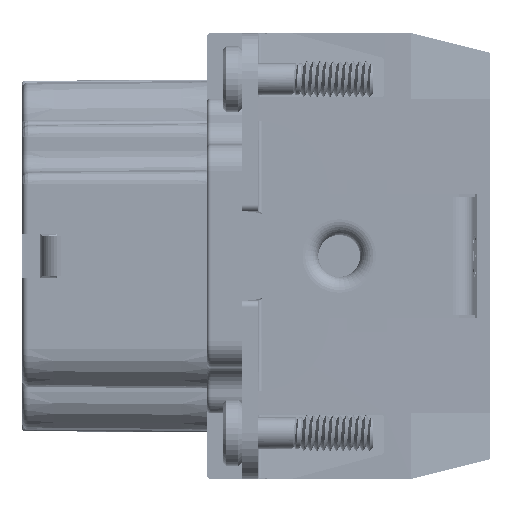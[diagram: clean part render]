
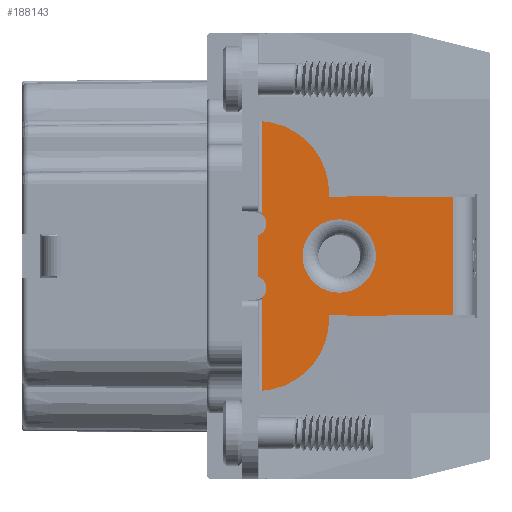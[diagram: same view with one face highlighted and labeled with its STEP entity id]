
A CAD part, front view. The second image highlights one B-rep face of the part: STEP entity #188143.
In plain terms, the highlighted planar face has unit normal (0, -1, 0).
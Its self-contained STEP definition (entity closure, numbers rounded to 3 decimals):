
#7922=DIRECTION('',(0.,0.,-1.));
#7923=VECTOR('',#7922,7.085);
#7924=CARTESIAN_POINT('',(4.,-46.4,10.287));
#7925=LINE('',#7924,#7923);
#7934=CARTESIAN_POINT('',(4.,-46.4,10.287));
#8166=DIRECTION('',(-1.,0.,0.));
#8167=VECTOR('',#8166,0.929);
#8168=CARTESIAN_POINT('',(3.429,-46.4,1.55));
#8169=LINE('',#8168,#8167);
#8209=DIRECTION('',(0.,0.,1.));
#8210=VECTOR('',#8209,3.1);
#8211=CARTESIAN_POINT('',(2.5,-46.4,-1.55));
#8212=LINE('',#8211,#8210);
#8213=CARTESIAN_POINT('',(3.429,-46.4,2.475));
#8214=DIRECTION('',(0.,-1.,0.));
#8215=DIRECTION('',(0.,0.,-1.));
#8216=AXIS2_PLACEMENT_3D('',#8213,#8214,#8215);
#8218=CARTESIAN_POINT('',(3.629,-46.4,4.8));
#8219=DIRECTION('',(0.,1.,0.));
#8220=DIRECTION('',(0.067,0.,0.998));
#8221=AXIS2_PLACEMENT_3D('',#8218,#8219,#8220);
#8223=CARTESIAN_POINT('',(3.629,-46.4,
-4.8));
#8224=DIRECTION('',(0.,1.,0.));
#8225=DIRECTION('',(1.,0.,0.));
#8226=AXIS2_PLACEMENT_3D('',#8223,#8224,#8225);
#8228=CARTESIAN_POINT('',(3.429,-46.4,-2.475));
#8229=DIRECTION('',(0.,-1.,0.));
#8230=DIRECTION('',(0.618,0.,-0.787));
#8231=AXIS2_PLACEMENT_3D('',#8228,#8229,#8230);
#8233=CARTESIAN_POINT('',(9.9,-46.4,0.));
#8234=DIRECTION('',(0.,-1.,0.));
#8235=DIRECTION('',(0.,0.,1.));
#8236=AXIS2_PLACEMENT_3D('',#8233,#8234,#8235);
#8238=CARTESIAN_POINT('',(9.9,-46.4,0.));
#8239=DIRECTION('',(0.,-1.,0.));
#8240=DIRECTION('',(0.,0.,-1.));
#8241=AXIS2_PLACEMENT_3D('',#8238,#8239,#8240);
#8247=DIRECTION('',(0.,0.,1.));
#8248=VECTOR('',#8247,0.3);
#8249=CARTESIAN_POINT('',(9.129,-46.4,4.5));
#8250=LINE('',#8249,#8248);
#8255=DIRECTION('',(-1.,0.,0.));
#8256=VECTOR('',#8255,1.4);
#8257=CARTESIAN_POINT('',(10.529,-46.4,4.5));
#8258=LINE('',#8257,#8256);
#8277=DIRECTION('',(0.,0.,-1.));
#8278=VECTOR('',#8277,0.05);
#8279=CARTESIAN_POINT('',(10.529,-46.4,4.55));
#8280=LINE('',#8279,#8278);
#8310=DIRECTION('',(0.,0.,1.));
#8311=VECTOR('',#8310,0.05);
#8312=CARTESIAN_POINT('',(13.529,-46.4,4.5));
#8313=LINE('',#8312,#8311);
#8345=DIRECTION('',(-1.,0.,0.));
#8346=VECTOR('',#8345,5.05);
#8347=CARTESIAN_POINT('',(18.579,-46.4,4.5));
#8348=LINE('',#8347,#8346);
#8428=DIRECTION('',(1.,0.,0.));
#8429=VECTOR('',#8428,5.05);
#8430=CARTESIAN_POINT('',(13.529,-46.4,-4.5));
#8431=LINE('',#8430,#8429);
#8446=DIRECTION('',(0.,0.,1.));
#8447=VECTOR('',#8446,0.05);
#8448=CARTESIAN_POINT('',(13.529,-46.4,-4.55));
#8449=LINE('',#8448,#8447);
#8467=DIRECTION('',(1.,0.,0.));
#8468=VECTOR('',#8467,3.);
#8469=CARTESIAN_POINT('',(10.529,-46.4,-4.55));
#8470=LINE('',#8469,#8468);
#8517=DIRECTION('',(0.,0.,-1.));
#8518=VECTOR('',#8517,0.05);
#8519=CARTESIAN_POINT('',(10.529,-46.4,-4.5));
#8520=LINE('',#8519,#8518);
#8525=DIRECTION('',(1.,0.,0.));
#8526=VECTOR('',#8525,1.4);
#8527=CARTESIAN_POINT('',(9.129,-46.4,-4.5));
#8528=LINE('',#8527,#8526);
#8529=DIRECTION('',(0.,0.,1.));
#8530=VECTOR('',#8529,0.3);
#8531=CARTESIAN_POINT('',(9.129,-46.4,
-4.8));
#8532=LINE('',#8531,#8530);
#8649=DIRECTION('',(0.,0.,-1.));
#8650=VECTOR('',#8649,7.085);
#8651=CARTESIAN_POINT('',(4.,-46.4,
-3.203));
#8652=LINE('',#8651,#8650);
#8691=DIRECTION('',(1.,0.,0.));
#8692=VECTOR('',#8691,0.929);
#8693=CARTESIAN_POINT('',(2.5,-46.4,-1.55));
#8694=LINE('',#8693,#8692);
#10163=DIRECTION('',(0.,0.,1.));
#10164=VECTOR('',#10163,9.);
#10165=CARTESIAN_POINT('',(18.579,-46.4,-4.5));
#10166=LINE('',#10165,#10164);
#10453=DIRECTION('',(-1.,0.,0.));
#10454=VECTOR('',#10453,3.);
#10455=CARTESIAN_POINT('',(13.529,-46.4,4.55));
#10456=LINE('',#10455,#10454);
#148438=CARTESIAN_POINT('',(2.5,-46.4,1.55));
#148440=VERTEX_POINT('',#148438);
#148441=CARTESIAN_POINT('',(2.5,-46.4,-1.55));
#148442=VERTEX_POINT('',#148441);
#148510=VERTEX_POINT('',#7934);
#148511=CARTESIAN_POINT('',(4.,-46.4,
3.203));
#148512=VERTEX_POINT('',#148511);
#148515=CARTESIAN_POINT('',(9.129,-46.4,
4.8));
#148516=VERTEX_POINT('',#148515);
#148594=CARTESIAN_POINT('',(3.429,-46.4,1.55));
#148595=VERTEX_POINT('',#148594);
#148598=CARTESIAN_POINT('',(9.129,-46.4,4.5));
#148599=VERTEX_POINT('',#148598);
#148600=CARTESIAN_POINT('',(10.529,-46.4,4.5));
#148601=VERTEX_POINT('',#148600);
#148602=CARTESIAN_POINT('',(10.529,-46.4,4.55));
#148603=VERTEX_POINT('',#148602);
#148604=CARTESIAN_POINT('',(13.529,-46.4,4.55));
#148605=VERTEX_POINT('',#148604);
#148606=CARTESIAN_POINT('',(13.529,-46.4,4.5));
#148607=VERTEX_POINT('',#148606);
#148608=CARTESIAN_POINT('',(18.579,-46.4,4.5));
#148609=VERTEX_POINT('',#148608);
#148610=CARTESIAN_POINT('',(18.579,-46.4,-4.5));
#148611=VERTEX_POINT('',#148610);
#148612=CARTESIAN_POINT('',(13.529,-46.4,-4.5));
#148613=VERTEX_POINT('',#148612);
#148614=CARTESIAN_POINT('',(13.529,-46.4,-4.55));
#148615=VERTEX_POINT('',#148614);
#148616=CARTESIAN_POINT('',(10.529,-46.4,-4.55));
#148617=VERTEX_POINT('',#148616);
#148618=CARTESIAN_POINT('',(10.529,-46.4,-4.5));
#148619=VERTEX_POINT('',#148618);
#148620=CARTESIAN_POINT('',(9.129,-46.4,-4.5));
#148621=VERTEX_POINT('',#148620);
#148622=CARTESIAN_POINT('',(9.129,-46.4,
-4.8));
#148623=VERTEX_POINT('',#148622);
#148624=CARTESIAN_POINT('',(4.,-46.4,
-10.287));
#148625=VERTEX_POINT('',#148624);
#148626=CARTESIAN_POINT('',(4.,-46.4,
-3.203));
#148627=VERTEX_POINT('',#148626);
#148628=CARTESIAN_POINT('',(3.429,-46.4,-1.55));
#148629=VERTEX_POINT('',#148628);
#148630=CARTESIAN_POINT('',(9.9,-46.4,2.8));
#148631=CARTESIAN_POINT('',(9.9,-46.4,-2.8));
#148632=VERTEX_POINT('',#148630);
#148633=VERTEX_POINT('',#148631);
#188091=CARTESIAN_POINT('',(-2.371,-46.4,0.));
#188092=DIRECTION('',(0.,-1.,0.));
#188093=DIRECTION('',(0.,0.,-1.));
#188094=AXIS2_PLACEMENT_3D('',#188091,#188092,#188093);
#188095=PLANE('',#188094);
#188096=ORIENTED_EDGE('',*,*,#187363,.T.);
#188097=ORIENTED_EDGE('',*,*,#188035,.F.);
#188098=ORIENTED_EDGE('',*,*,#188056,.T.);
#188099=ORIENTED_EDGE('',*,*,#187693,.F.);
#188100=ORIENTED_EDGE('',*,*,#187781,.T.);
#188102=ORIENTED_EDGE('',*,*,#188101,.F.);
#188104=ORIENTED_EDGE('',*,*,#188103,.F.);
#188106=ORIENTED_EDGE('',*,*,#188105,.F.);
#188108=ORIENTED_EDGE('',*,*,#188107,.F.);
#188110=ORIENTED_EDGE('',*,*,#188109,.F.);
#188112=ORIENTED_EDGE('',*,*,#188111,.F.);
#188114=ORIENTED_EDGE('',*,*,#188113,.F.);
#188116=ORIENTED_EDGE('',*,*,#188115,.F.);
#188118=ORIENTED_EDGE('',*,*,#188117,.F.);
#188120=ORIENTED_EDGE('',*,*,#188119,.F.);
#188122=ORIENTED_EDGE('',*,*,#188121,.F.);
#188124=ORIENTED_EDGE('',*,*,#188123,.F.);
#188126=ORIENTED_EDGE('',*,*,#188125,.F.);
#188128=ORIENTED_EDGE('',*,*,#188127,.T.);
#188130=ORIENTED_EDGE('',*,*,#188129,.F.);
#188132=ORIENTED_EDGE('',*,*,#188131,.T.);
#188134=ORIENTED_EDGE('',*,*,#188133,.F.);
#188135=EDGE_LOOP('',(#188096,#188097,#188098,#188099,#188100,#188102,#188104,
#188106,#188108,#188110,#188112,#188114,#188116,#188118,#188120,#188122,#188124,
#188126,#188128,#188130,#188132,#188134));
#188136=FACE_OUTER_BOUND('',#188135,.F.);
#188138=ORIENTED_EDGE('',*,*,#188137,.T.);
#188140=ORIENTED_EDGE('',*,*,#188139,.T.);
#188141=EDGE_LOOP('',(#188138,#188140));
#188142=FACE_BOUND('',#188141,.F.);
#188143=ADVANCED_FACE('',(#188136,#188142),#188095,.T.);
#8217=CIRCLE('',#8216,0.925);
#8222=CIRCLE('',#8221,5.5);
#8227=CIRCLE('',#8226,5.5);
#8232=CIRCLE('',#8231,0.925);
#8237=CIRCLE('',#8236,2.8);
#8242=CIRCLE('',#8241,2.8);
#187363=EDGE_CURVE('',#148442,#148440,#8212,.T.);
#187693=EDGE_CURVE('',#148510,#148512,#7925,.T.);
#187781=EDGE_CURVE('',#148510,#148516,#8222,.T.);
#188035=EDGE_CURVE('',#148595,#148440,#8169,.T.);
#188056=EDGE_CURVE('',#148595,#148512,#8217,.T.);
#188101=EDGE_CURVE('',#148599,#148516,#8250,.T.);
#188103=EDGE_CURVE('',#148601,#148599,#8258,.T.);
#188105=EDGE_CURVE('',#148603,#148601,#8280,.T.);
#188107=EDGE_CURVE('',#148605,#148603,#10456,.T.);
#188109=EDGE_CURVE('',#148607,#148605,#8313,.T.);
#188111=EDGE_CURVE('',#148609,#148607,#8348,.T.);
#188113=EDGE_CURVE('',#148611,#148609,#10166,.T.);
#188115=EDGE_CURVE('',#148613,#148611,#8431,.T.);
#188117=EDGE_CURVE('',#148615,#148613,#8449,.T.);
#188119=EDGE_CURVE('',#148617,#148615,#8470,.T.);
#188121=EDGE_CURVE('',#148619,#148617,#8520,.T.);
#188123=EDGE_CURVE('',#148621,#148619,#8528,.T.);
#188125=EDGE_CURVE('',#148623,#148621,#8532,.T.);
#188127=EDGE_CURVE('',#148623,#148625,#8227,.T.);
#188129=EDGE_CURVE('',#148627,#148625,#8652,.T.);
#188131=EDGE_CURVE('',#148627,#148629,#8232,.T.);
#188133=EDGE_CURVE('',#148442,#148629,#8694,.T.);
#188137=EDGE_CURVE('',#148632,#148633,#8237,.T.);
#188139=EDGE_CURVE('',#148633,#148632,#8242,.T.);
